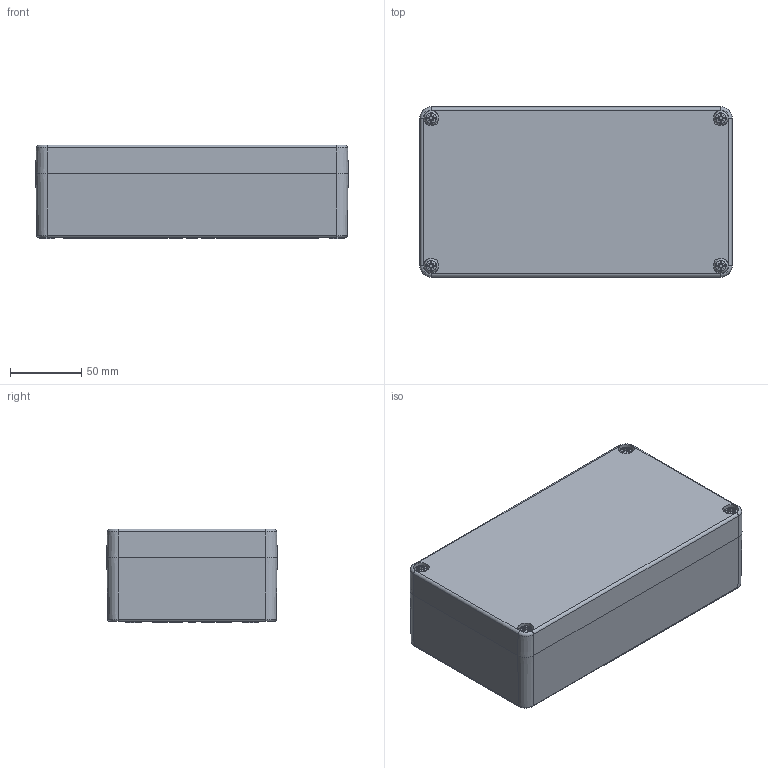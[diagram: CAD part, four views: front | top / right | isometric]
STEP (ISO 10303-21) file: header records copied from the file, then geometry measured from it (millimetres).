
FILE_DESCRIPTION((''),'2;1');
FILE_NAME('0101102000-MBA_221265_VE.stp','2014-12-04T09:36:53',('robin.rentz'),(''),'Autodesk Inventor 2012','Autodesk Inventor 2012','');
FILE_SCHEMA(('CONFIG_CONTROL_DESIGN'));
Length unit declared in the file: millimetre
Products named in the file (5): 0101102000-MBA_221265_VE; 0100102002--UT_221265_VE; 0100102201-OT_221280_VE; xxx-O-Ring-MBA_221280; Schraube BM 6x25
Assembly tree (7 placements, depth 2):
  0101102000-MBA_221265_VE
    0100102002--UT_221265_VE
    0100102201-OT_221280_VE
    xxx-O-Ring-MBA_221280
    Schraube BM 6x25  x4
Bounding box: 220 x 120 x 66 mm (x, y, z)
Volume: 414846.8 mm3; surface area: 211545.4 mm2
Topology: 7 solids, 7 shells, 1048 faces, 2569 edges, 1624 vertices
Faces by surface type: plane 401, bspline 276, cylinder 164, cone 124, torus 78, sphere 5
Full cylindrical faces by diameter (mm): 4.917 x11, 5 x4, 6 x4, 7 x4, 7.2 x5, 7.5 x4, 8 x5, 10 x9, 11 x4, 11.5 x4, 12 x1
Entity records: 42776 total; most frequent: CARTESIAN_POINT 22717, ORIENTED_EDGE 4322, DIRECTION 3487, EDGE_CURVE 2161, VERTEX_POINT 1408, AXIS2_PLACEMENT_3D 1214, EDGE_LOOP 1109, VECTOR 1059
